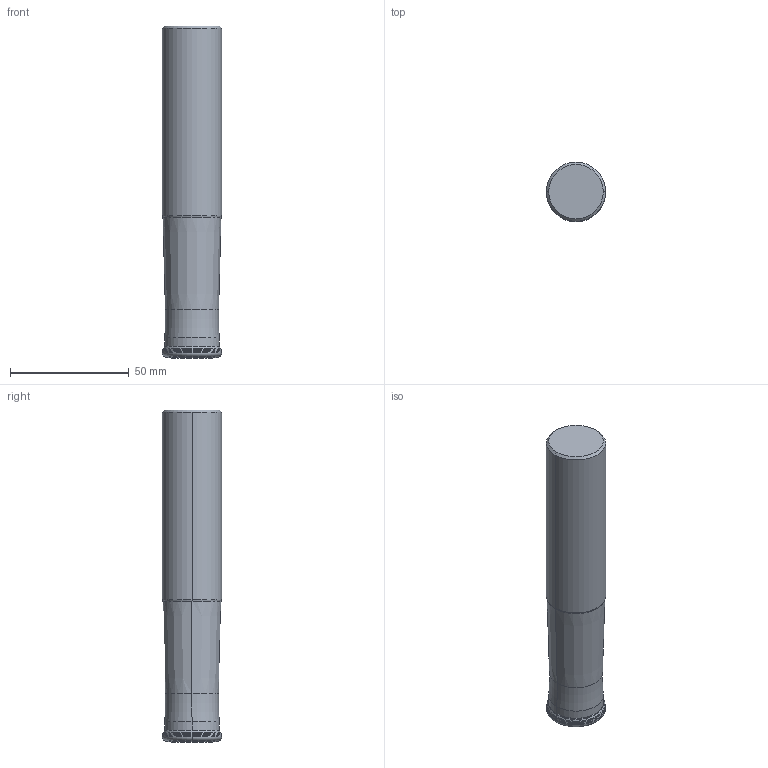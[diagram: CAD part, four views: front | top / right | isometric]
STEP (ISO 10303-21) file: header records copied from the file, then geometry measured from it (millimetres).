
FILE_DESCRIPTION(/* description */ (''),/* implementation_level */ '2;1');
FILE_NAME(/* name */ 'AJX06R254SA25S_MR1_5.stp',/* time_stamp */ '2022-03-28T16:56:35+09:00',/* author */ (''),/* organization */ (''),/* preprocessor_version */ 'ST-DEVELOPER v16',/* originating_system */ 'SIEMENS PLM Software NX 10.0',/* authorisation */ '');
FILE_SCHEMA (('AUTOMOTIVE_DESIGN { 1 0 10303 214 3 1 1 1 }'));
Length unit declared in the file: millimetre
Products named in the file (1): AJX06R254SA25S_MR1_5_ASM
Bounding box: 25 x 25 x 140 mm (x, y, z)
Volume: 66348.6 mm3; surface area: 12701.7 mm2
Topology: 2 solids, 2 shells, 95 faces, 218 edges, 159 vertices
Faces by surface type: revolution 46, cone 24, torus 16, cylinder 6, plane 3
Entity records: 3510 total; most frequent: CARTESIAN_POINT 1296, DIRECTION 429, ORIENTED_EDGE 376, EDGE_CURVE 188, AXIS2_PLACEMENT_3D 174, B_SPLINE_CURVE_WITH_KNOTS 115, CIRCLE 114, EDGE_LOOP 96
